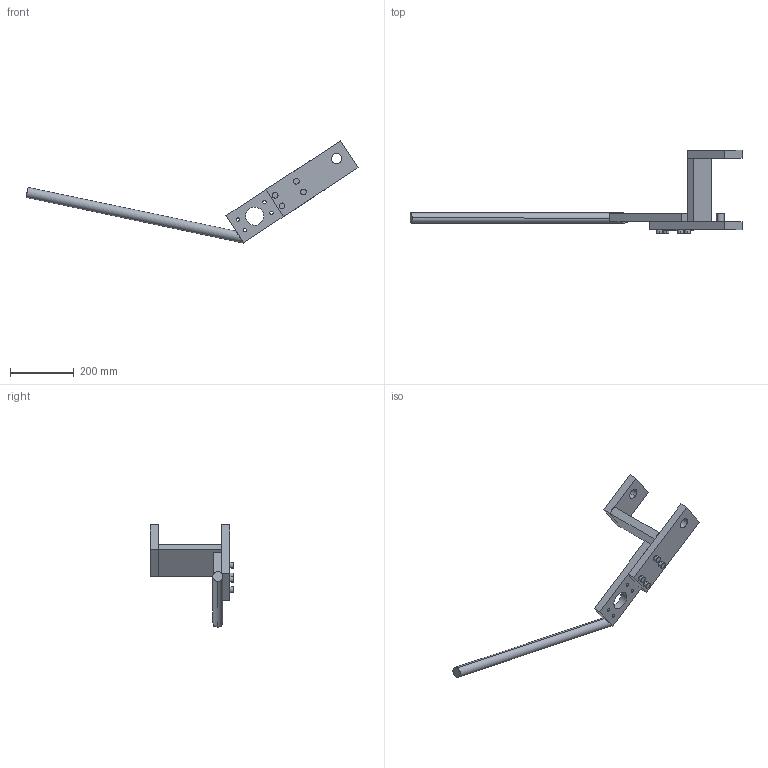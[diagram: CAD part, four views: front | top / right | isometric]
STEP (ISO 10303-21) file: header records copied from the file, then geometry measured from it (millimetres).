
FILE_DESCRIPTION (( 'STEP AP203' ), '1' );
FILE_NAME ('SupportAssembly.STEP', '2012-07-05T22:42:31', ( '' ), ( '' ), 'SwSTEP 2.0', 'SolidWorks 2010', '' );
FILE_SCHEMA (( 'CONFIG_CONTROL_DESIGN' ));
Length unit declared in the file: millimetre
Products named in the file (8): SupportAssembly; LongSupportFlat; OperationHandle; ShortSupportFlat; BridgeFlat; RotationSupportFlat; StopShaft; LongScrew
Assembly tree (10 placements, depth 2):
  SupportAssembly
    LongScrew  x4
    ShortSupportFlat
    OperationHandle
    LongSupportFlat
    BridgeFlat
    StopShaft
    RotationSupportFlat
Bounding box: 1044.36 x 262.8 x 321.35 mm (x, y, z)
Volume: 2750459.4 mm3; surface area: 341105.2 mm2
Topology: 10 solids, 10 shells, 90 faces, 198 edges, 132 vertices
Faces by surface type: cylinder 50, plane 40
Entity records: 3016 total; most frequent: DIRECTION 398, CARTESIAN_POINT 358, ORIENTED_EDGE 324, EDGE_CURVE 162, AXIS2_PLACEMENT_3D 156, VERTEX_POINT 108, EDGE_LOOP 100, LINE 86
